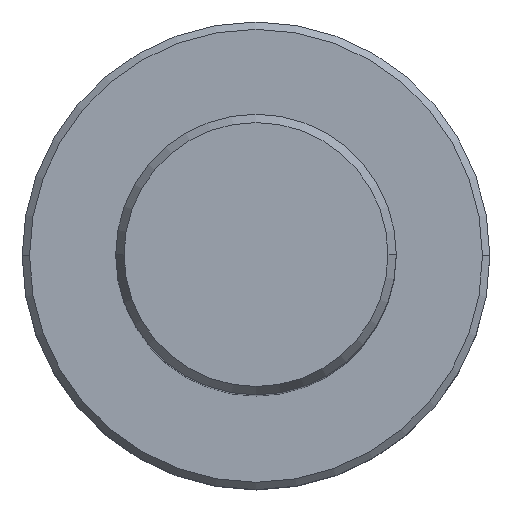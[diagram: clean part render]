
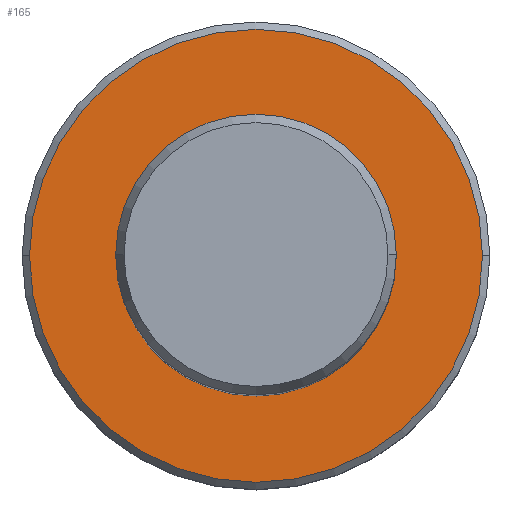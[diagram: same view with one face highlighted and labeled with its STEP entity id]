
A CAD part, top view. The second image highlights one B-rep face of the part: STEP entity #165.
In plain terms, the highlighted planar face has unit normal (0, 0, 1).
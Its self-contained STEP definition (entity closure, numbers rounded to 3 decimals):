
#30=FACE_BOUND('',#300,.T.);
#31=FACE_BOUND('',#301,.T.);
#55=PLANE('',#1117);
#165=ADVANCED_FACE('',(#30,#31),#55,.F.);
#300=EDGE_LOOP('',(#498,#499));
#301=EDGE_LOOP('',(#500,#501));
#498=ORIENTED_EDGE('',*,*,#697,.F.);
#499=ORIENTED_EDGE('',*,*,#700,.T.);
#500=ORIENTED_EDGE('',*,*,#701,.F.);
#501=ORIENTED_EDGE('',*,*,#702,.T.);
#593=VERTEX_POINT('',#2300);
#594=VERTEX_POINT('',#2301);
#595=VERTEX_POINT('',#2308);
#596=VERTEX_POINT('',#2309);
#697=EDGE_CURVE('',#593,#594,#769,.T.);
#700=EDGE_CURVE('',#593,#594,#770,.T.);
#701=EDGE_CURVE('',#595,#596,#771,.T.);
#702=EDGE_CURVE('',#595,#596,#772,.T.);
#769=CIRCLE('',#1111,15.375);
#770=CIRCLE('',#1113,15.375);
#771=CIRCLE('',#1115,9.025);
#772=CIRCLE('',#1116,9.025);
#1111=AXIS2_PLACEMENT_3D('',#2299,#1326,#1327);
#1113=AXIS2_PLACEMENT_3D('',#2305,#1332,#1333);
#1115=AXIS2_PLACEMENT_3D('',#2307,#1336,#1337);
#1116=AXIS2_PLACEMENT_3D('',#2310,#1338,#1339);
#1117=AXIS2_PLACEMENT_3D('',#2311,#1340,#1341);
#1326=DIRECTION('',(0.,0.,-1.));
#1327=DIRECTION('',(1.,0.,0.));
#1332=DIRECTION('',(0.,0.,1.));
#1333=DIRECTION('',(1.,0.,0.));
#1336=DIRECTION('',(0.,0.,1.));
#1337=DIRECTION('',(1.,0.,0.));
#1338=DIRECTION('',(0.,0.,-1.));
#1339=DIRECTION('',(1.,0.,0.));
#1340=DIRECTION('',(0.,0.,-1.));
#1341=DIRECTION('',(-1.,0.,0.));
#2299=CARTESIAN_POINT('',(0.,0.,0.));
#2300=CARTESIAN_POINT('',(15.375,0.,0.));
#2301=CARTESIAN_POINT('',(-15.375,0.,0.));
#2305=CARTESIAN_POINT('',(0.,0.,0.));
#2307=CARTESIAN_POINT('',(0.,0.,0.));
#2308=CARTESIAN_POINT('',(9.025,0.,0.));
#2309=CARTESIAN_POINT('',(-9.025,0.,0.));
#2310=CARTESIAN_POINT('',(0.,0.,0.));
#2311=CARTESIAN_POINT('',(0.,0.,0.));
